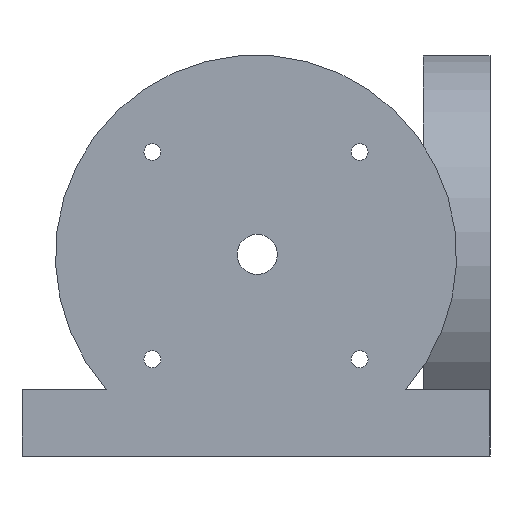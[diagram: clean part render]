
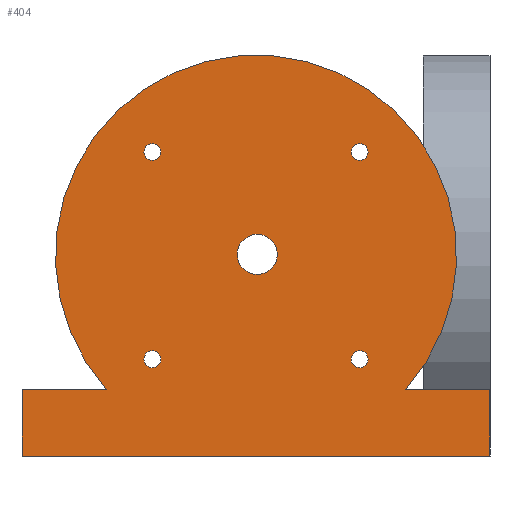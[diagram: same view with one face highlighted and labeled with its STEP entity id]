
A CAD part, left-side view. The second image highlights one B-rep face of the part: STEP entity #404.
In plain terms, the highlighted planar face has unit normal (-1, 0, 0).
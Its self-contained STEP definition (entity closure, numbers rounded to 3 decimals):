
#20=FACE_BOUND('',#82,.T.);
#21=FACE_BOUND('',#83,.T.);
#22=FACE_BOUND('',#84,.T.);
#23=FACE_BOUND('',#85,.T.);
#24=FACE_BOUND('',#86,.T.);
#37=PLANE('',#460);
#56=FACE_OUTER_BOUND('',#81,.T.);
#81=EDGE_LOOP('',(#334,#335,#336,#337,#338,#339));
#82=EDGE_LOOP('',(#340));
#83=EDGE_LOOP('',(#341));
#84=EDGE_LOOP('',(#342));
#85=EDGE_LOOP('',(#343));
#86=EDGE_LOOP('',(#344));
#116=LINE('',#662,#145);
#122=LINE('',#673,#151);
#123=LINE('',#676,#152);
#124=LINE('',#678,#153);
#125=LINE('',#679,#154);
#145=VECTOR('',#554,10.);
#151=VECTOR('',#560,10.);
#152=VECTOR('',#563,10.);
#153=VECTOR('',#564,10.);
#154=VECTOR('',#565,10.);
#162=CIRCLE('',#427,3.);
#164=CIRCLE('',#430,1.265);
#166=CIRCLE('',#433,1.265);
#168=CIRCLE('',#436,1.265);
#170=CIRCLE('',#439,1.265);
#181=CIRCLE('',#456,30.);
#186=VERTEX_POINT('',#592);
#188=VERTEX_POINT('',#598);
#190=VERTEX_POINT('',#604);
#192=VERTEX_POINT('',#610);
#194=VERTEX_POINT('',#616);
#205=VERTEX_POINT('',#650);
#206=VERTEX_POINT('',#651);
#209=VERTEX_POINT('',#661);
#214=VERTEX_POINT('',#671);
#215=VERTEX_POINT('',#675);
#216=VERTEX_POINT('',#677);
#222=EDGE_CURVE('',#186,#186,#162,.T.);
#225=EDGE_CURVE('',#188,#188,#164,.T.);
#228=EDGE_CURVE('',#190,#190,#166,.T.);
#231=EDGE_CURVE('',#192,#192,#168,.T.);
#234=EDGE_CURVE('',#194,#194,#170,.T.);
#250=EDGE_CURVE('',#205,#206,#181,.T.);
#255=EDGE_CURVE('',#209,#205,#116,.T.);
#261=EDGE_CURVE('',#206,#214,#122,.T.);
#262=EDGE_CURVE('',#215,#209,#123,.T.);
#263=EDGE_CURVE('',#216,#214,#124,.T.);
#264=EDGE_CURVE('',#215,#216,#125,.T.);
#334=ORIENTED_EDGE('',*,*,#262,.T.);
#335=ORIENTED_EDGE('',*,*,#255,.T.);
#336=ORIENTED_EDGE('',*,*,#250,.T.);
#337=ORIENTED_EDGE('',*,*,#261,.T.);
#338=ORIENTED_EDGE('',*,*,#263,.F.);
#339=ORIENTED_EDGE('',*,*,#264,.F.);
#340=ORIENTED_EDGE('',*,*,#222,.T.);
#341=ORIENTED_EDGE('',*,*,#225,.T.);
#342=ORIENTED_EDGE('',*,*,#228,.T.);
#343=ORIENTED_EDGE('',*,*,#231,.T.);
#344=ORIENTED_EDGE('',*,*,#234,.T.);
#404=ADVANCED_FACE('',(#56,#20,#21,#22,#23,#24),#37,.T.);
#427=AXIS2_PLACEMENT_3D('',#594,#476,#477);
#430=AXIS2_PLACEMENT_3D('',#600,#483,#484);
#433=AXIS2_PLACEMENT_3D('',#606,#490,#491);
#436=AXIS2_PLACEMENT_3D('',#612,#497,#498);
#439=AXIS2_PLACEMENT_3D('',#618,#504,#505);
#456=AXIS2_PLACEMENT_3D('',#652,#543,#544);
#460=AXIS2_PLACEMENT_3D('',#674,#561,#562);
#476=DIRECTION('center_axis',(1.,0.,0.));
#477=DIRECTION('ref_axis',(0.,1.,0.));
#483=DIRECTION('center_axis',(1.,0.,0.));
#484=DIRECTION('ref_axis',(0.,1.,0.));
#490=DIRECTION('center_axis',(1.,0.,0.));
#491=DIRECTION('ref_axis',(0.,1.,0.));
#497=DIRECTION('center_axis',(1.,0.,0.));
#498=DIRECTION('ref_axis',(0.,1.,0.));
#504=DIRECTION('center_axis',(1.,0.,0.));
#505=DIRECTION('ref_axis',(0.,1.,0.));
#543=DIRECTION('center_axis',(-1.,0.,0.));
#544=DIRECTION('ref_axis',(0.,-1.,0.));
#554=DIRECTION('',(0.,1.,0.));
#560=DIRECTION('',(0.,1.,0.));
#561=DIRECTION('center_axis',(-1.,0.,0.));
#562=DIRECTION('ref_axis',(0.,0.,1.));
#563=DIRECTION('',(0.,0.,1.));
#564=DIRECTION('',(0.,0.,1.));
#565=DIRECTION('',(0.,1.,0.));
#592=CARTESIAN_POINT('',(-80.,21.817,0.191));
#594=CARTESIAN_POINT('Origin',(-80.,24.817,0.191));
#598=CARTESIAN_POINT('',(-80.,39.236,-15.5));
#600=CARTESIAN_POINT('Origin',(-80.,40.5,-15.5));
#604=CARTESIAN_POINT('',(-80.,8.236,15.5));
#606=CARTESIAN_POINT('Origin',(-80.,9.5,15.5));
#610=CARTESIAN_POINT('',(-80.,39.236,15.5));
#612=CARTESIAN_POINT('Origin',(-80.,40.5,15.5));
#616=CARTESIAN_POINT('',(-80.,8.236,-15.5));
#618=CARTESIAN_POINT('Origin',(-80.,9.5,-15.5));
#650=CARTESIAN_POINT('',(-80.,2.639,-20.));
#651=CARTESIAN_POINT('',(-80.,47.361,-20.));
#652=CARTESIAN_POINT('Origin',(-80.,25.,0.));
#661=CARTESIAN_POINT('',(-80.,-10.,-20.));
#662=CARTESIAN_POINT('',(-80.,-10.,-20.));
#671=CARTESIAN_POINT('',(-80.,60.,-20.));
#673=CARTESIAN_POINT('',(-80.,-10.,-20.));
#674=CARTESIAN_POINT('Origin',(-80.,-10.,-30.));
#675=CARTESIAN_POINT('',(-80.,-10.,-30.));
#676=CARTESIAN_POINT('',(-80.,-10.,-30.));
#677=CARTESIAN_POINT('',(-80.,60.,-30.));
#678=CARTESIAN_POINT('',(-80.,60.,-30.));
#679=CARTESIAN_POINT('',(-80.,-10.,-30.));
